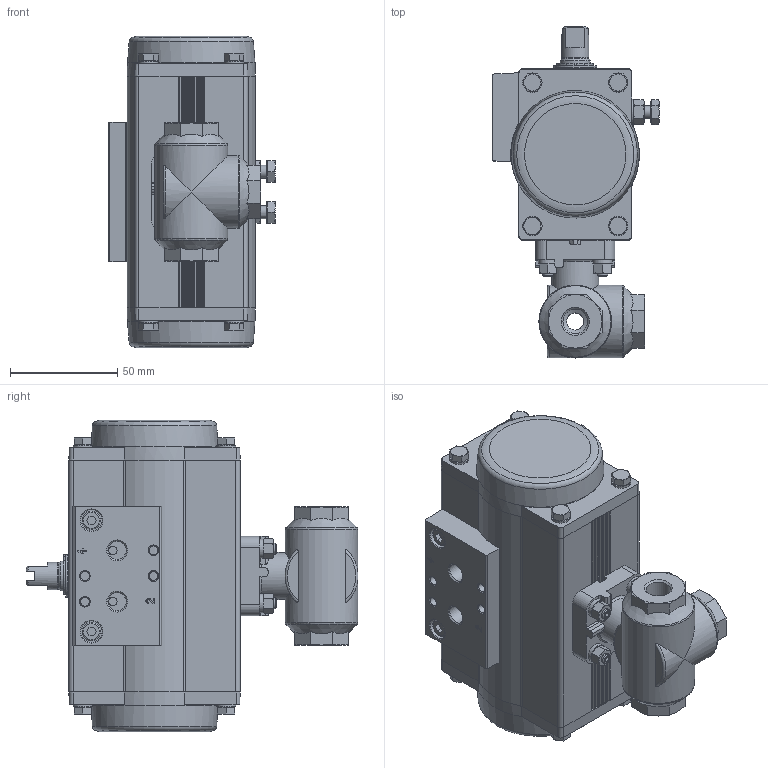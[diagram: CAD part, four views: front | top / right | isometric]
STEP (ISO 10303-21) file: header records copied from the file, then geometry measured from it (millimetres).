
FILE_DESCRIPTION(/* description */ ('STEP AP214'),/* implementation_level */ '2;1');
FILE_NAME(/* name */ '8070266_VZBM-A-1_4-RP-25-F-3L-B2-PB20',/* time_stamp */ '2024-09-18T03:15:26+02:00',/* author */ ('License CC BY-ND 4.0'),/* organization */ ('CADENAS'),/* preprocessor_version */ 'ST-DEVELOPER v19.3',/* originating_system */ 'PARTsolutions',/* authorisation */ ' ');
FILE_SCHEMA (('AUTOMOTIVE_DESIGN {1 0 10303 214 3 1 1}'));
Length unit declared in the file: millimetre
Products named in the file (10): 8070266 VZBM-A-1/4-RP-25-F-3L-B2-PB20; 4451869 VZBM-1/4-Rp-40-F-3L-F03-B2B3; 8042185 DFPD-20-90-RS-F03-------(housing); 8042185 DFPD-20(F03_0)---(shaft); 3637777 SCHEIBE 6.2X12X1.5-1.4301; 3637759 DFPD-20; DIN 934 - M6(F); 1128629 NL-5; ISO-4026 M5x25; ISO 4032 - M5(F)
Assembly tree (21 placements, depth 2):
  8070266 VZBM-A-1/4-RP-25-F-3L-B2-PB20
    4451869 VZBM-1/4-Rp-40-F-3L-F03-B2B3
    8042185 DFPD-20-90-RS-F03-------(housing)
    8042185 DFPD-20(F03_0)---(shaft)
    3637777 SCHEIBE 6.2X12X1.5-1.4301  x2
    3637759 DFPD-20  x2
    DIN 934 - M6(F)  x2
    1128629 NL-5  x4
    ISO-4026 M5x25  x4
    ISO 4032 - M5(F)  x4
Bounding box: 77.7 x 155 x 145.7 mm (x, y, z)
Volume: 697693.5 mm3; surface area: 91474.9 mm2
Topology: 21 solids, 21 shells, 1016 faces, 2345 edges, 1428 vertices
Faces by surface type: plane 503, cone 282, cylinder 195, torus 34, sphere 2
Full cylindrical faces by diameter (mm): 1.7 x2, 3.242 x1, 4 x2, 4.134 x16, 4.917 x5, 5 x4, 5.4 x4, 5.5 x4, 6 x2, 6.2 x2, 8 x2, 8.5 x2, 8.566 x2, 9 x14, 10 x4, 11.445 x3, 12 x2, 12.6 x1, 12.7 x1, 13 x2, 14 x3, 16.1 x1, 17.3 x2, 20 x3, 22 x4, 22.5 x2, 25 x1, 30 x1, 34 x2
Entity records: 23189 total; most frequent: CARTESIAN_POINT 5066, DIRECTION 3668, ORIENTED_EDGE 3476, EDGE_CURVE 1738, AXIS2_PLACEMENT_3D 1474, VERTEX_POINT 1175, FACE_BOUND 1091, EDGE_LOOP 1079
